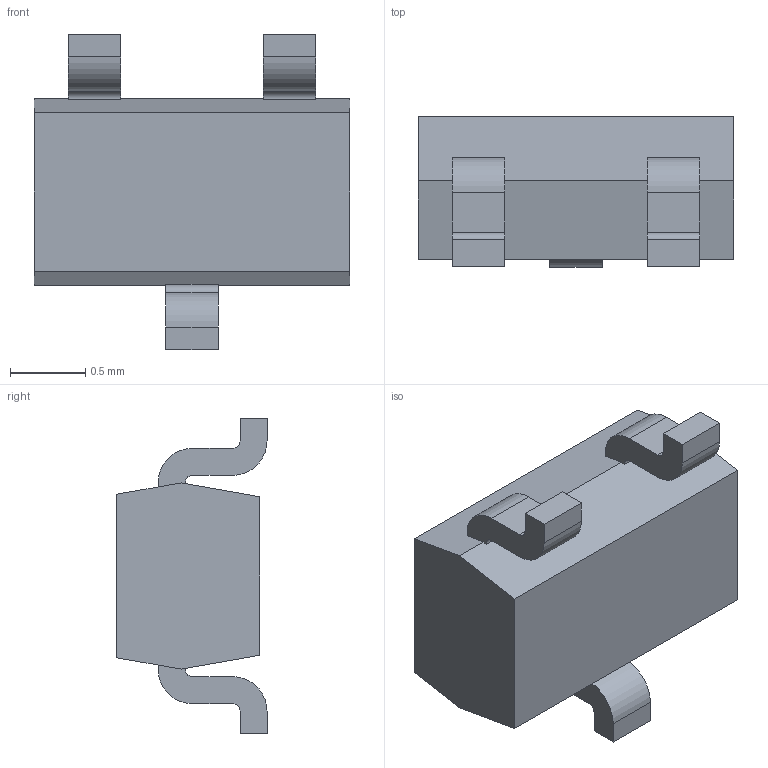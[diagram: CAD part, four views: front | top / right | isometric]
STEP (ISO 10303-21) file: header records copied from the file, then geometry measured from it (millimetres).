
FILE_DESCRIPTION (( 'STEP AP214' ), '1' );
FILE_NAME ('MMBT2907AWT1G.STEP', '2018-09-13T00:16:59', ( '' ), ( '' ), 'SwSTEP 2.0', 'SolidWorks 2017', '' );
FILE_SCHEMA (( 'AUTOMOTIVE_DESIGN' ));
Length unit declared in the file: millimetre
Products named in the file (1): MMBT2907AWT1G
Bounding box: 2.1 x 1 x 2.1 mm (x, y, z)
Volume: 2.5 mm3; surface area: 13.9 mm2
Topology: 4 solids, 4 shells, 50 faces, 126 edges, 84 vertices
Faces by surface type: plane 38, cylinder 12
Entity records: 1555 total; most frequent: CARTESIAN_POINT 261, DIRECTION 252, ORIENTED_EDGE 252, EDGE_CURVE 126, LINE 102, VECTOR 102, VERTEX_POINT 84, AXIS2_PLACEMENT_3D 75
